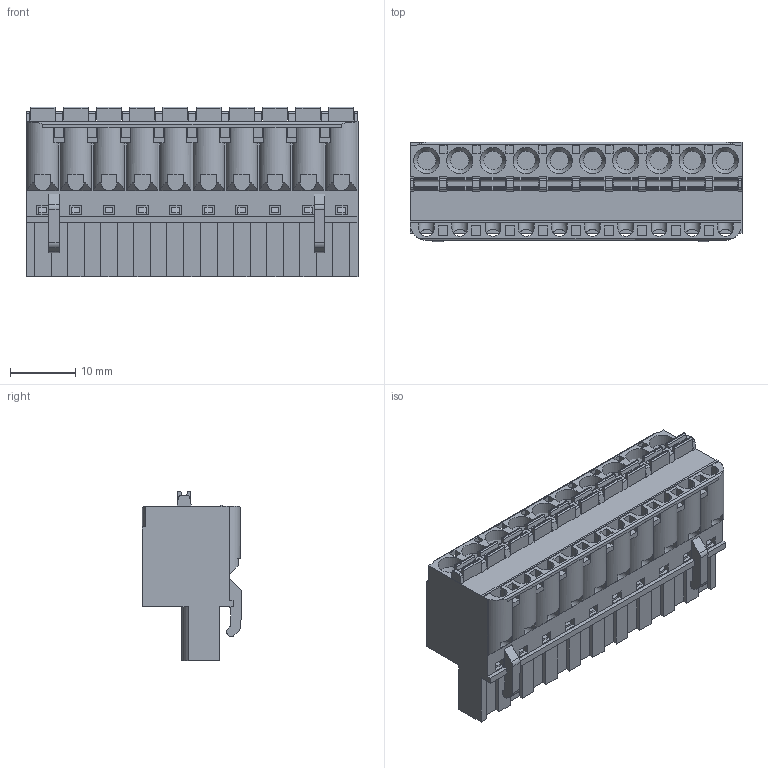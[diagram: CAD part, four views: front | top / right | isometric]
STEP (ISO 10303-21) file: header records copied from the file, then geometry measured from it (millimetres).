
FILE_DESCRIPTION(('STEP AP214'),'1');
FILE_NAME('SHM10-5,08.stp','2018-01-25T11:23:03',(' '),(' '),'Spatial InterOp 3D',' ',' ');
FILE_SCHEMA(('automotive_design'));
Length unit declared in the file: metre
Products named in the file (1): 1
Bounding box: 50.8 x 15.2 x 26 mm (x, y, z)
Volume: 12351 mm3; surface area: 6606.3 mm2
Topology: 1 solids, 1 shells, 802 faces, 2250 edges, 1483 vertices
Faces by surface type: plane 646, cylinder 136, cone 20
Full cylindrical faces by diameter (mm): 4 x10
Entity records: 31932 total; most frequent: CARTESIAN_POINT 4527, ORIENTED_EDGE 4420, DIRECTION 4200, EDGE_CURVE 2210, LINE 1818, VECTOR 1818, VERTEX_POINT 1473, AXIS2_PLACEMENT_3D 1191
